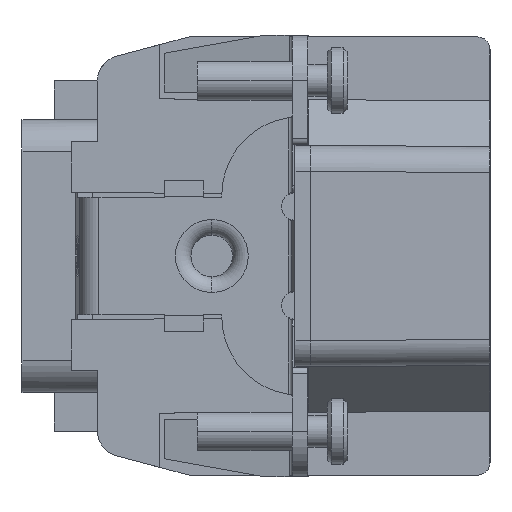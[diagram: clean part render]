
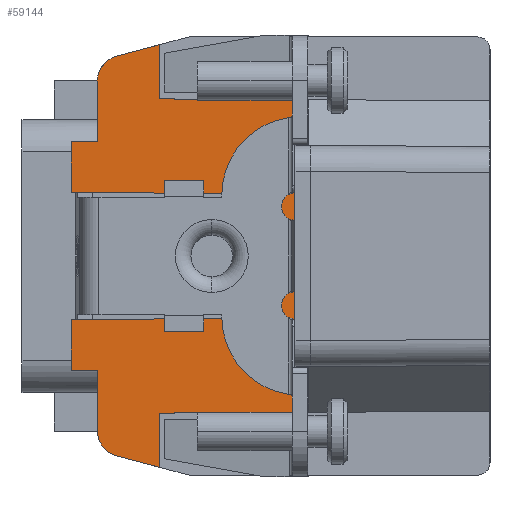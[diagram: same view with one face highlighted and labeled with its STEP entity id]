
A CAD part, left-side view. The second image highlights one B-rep face of the part: STEP entity #59144.
In plain terms, the highlighted planar face has unit normal (-1, 0.005, 0).
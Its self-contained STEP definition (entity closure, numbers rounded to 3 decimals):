
#3243=DIRECTION('',(-0.005,-1.,-0.003));
#3244=VECTOR('',#3243,1.3);
#3245=CARTESIAN_POINT('',(-45.2,14.,
-4.1));
#3246=LINE('',#3245,#3244);
#3353=DIRECTION('',(0.,0.,1.));
#3354=VECTOR('',#3353,7.923);
#3355=CARTESIAN_POINT('',(-45.2,14.,4.1));
#3356=LINE('',#3355,#3354);
#3463=DIRECTION('',(0.,0.,1.));
#3464=VECTOR('',#3463,3.368);
#3465=CARTESIAN_POINT('',(-45.174,19.,1.442));
#3466=LINE('',#3465,#3464);
#3467=DIRECTION('',(0.,0.,1.));
#3468=VECTOR('',#3467,3.92);
#3469=CARTESIAN_POINT('',(-45.105,32.2,4.88));
#3470=LINE('',#3469,#3468);
#3471=DIRECTION('',(-0.005,-1.,0.));
#3472=VECTOR('',#3471,2.);
#3473=CARTESIAN_POINT('',(-45.105,32.2,8.8));
#3474=LINE('',#3473,#3472);
#3475=DIRECTION('',(0.,0.,1.));
#3476=VECTOR('',#3475,4.636);
#3477=CARTESIAN_POINT('',(-45.115,30.2,8.8));
#3478=LINE('',#3477,#3476);
#3479=DIRECTION('',(-0.005,-0.966,0.259));
#3480=VECTOR('',#3479,3.435);
#3481=CARTESIAN_POINT('',(-45.123,28.718,15.368));
#3482=LINE('',#3481,#3480);
#3483=DIRECTION('',(-0.005,-1.,-0.005));
#3484=VECTOR('',#3483,11.4);
#3485=CARTESIAN_POINT('',(-45.14,25.4,12.083));
#3486=LINE('',#3485,#3484);
#3487=CARTESIAN_POINT('',(-45.2,14.,4.1));
#3488=CARTESIAN_POINT('',(-45.202,13.567,4.102));
#3489=CARTESIAN_POINT('',(-45.205,13.133,4.102));
#3490=CARTESIAN_POINT('',(-45.207,12.7,4.105));
#3492=DIRECTION('',(0.,0.,-1.));
#3493=VECTOR('',#3492,8.209);
#3494=CARTESIAN_POINT('',(-45.207,12.7,4.105));
#3495=LINE('',#3494,#3493);
#3496=DIRECTION('',(0.005,1.,-0.005));
#3497=VECTOR('',#3496,11.4);
#3498=CARTESIAN_POINT('',(-45.2,14.,
-12.023));
#3499=LINE('',#3498,#3497);
#3500=DIRECTION('',(0.005,0.966,0.259));
#3501=VECTOR('',#3500,3.435);
#3502=CARTESIAN_POINT('',(-45.14,25.4,-16.257));
#3503=LINE('',#3502,#3501);
#3504=DIRECTION('',(0.,0.,1.));
#3505=VECTOR('',#3504,4.636);
#3506=CARTESIAN_POINT('',(-45.115,30.2,-13.436));
#3507=LINE('',#3506,#3505);
#3508=DIRECTION('',(0.,0.,1.));
#3509=VECTOR('',#3508,3.92);
#3510=CARTESIAN_POINT('',(-45.105,32.2,-8.8));
#3511=LINE('',#3510,#3509);
#3512=DIRECTION('',(0.,0.,1.));
#3513=VECTOR('',#3512,3.368);
#3514=CARTESIAN_POINT('',(-45.174,19.,-4.81));
#3515=LINE('',#3514,#3513);
#3516=CARTESIAN_POINT('',(-45.174,19.,1.442));
#3517=CARTESIAN_POINT('',(-45.175,18.711,
0.961));
#3518=CARTESIAN_POINT('',(-45.176,18.489,0.));
#3519=CARTESIAN_POINT('',(-45.175,18.711,
-0.961));
#3520=CARTESIAN_POINT('',(-45.174,19.,-1.442));
#3686=DIRECTION('',(0.,0.,1.));
#3687=VECTOR('',#3686,7.923);
#3688=CARTESIAN_POINT('',(-45.2,14.,
-12.023));
#3689=LINE('',#3688,#3687);
#7104=DIRECTION('',(0.,0.,1.));
#7105=VECTOR('',#7104,4.174);
#7106=CARTESIAN_POINT('',(-45.14,25.4,12.083));
#7107=LINE('',#7106,#7105);
#7120=CARTESIAN_POINT('',(-45.123,28.718,15.368));
#7121=CARTESIAN_POINT('',(-45.12,29.212,15.236));
#7122=CARTESIAN_POINT('',(-45.117,29.868,14.716));
#7123=CARTESIAN_POINT('',(-45.115,30.2,13.948));
#7124=CARTESIAN_POINT('',(-45.115,30.2,13.436));
#23319=DIRECTION('',(-0.005,-1.,-0.005));
#23320=VECTOR('',#23319,13.2);
#23321=CARTESIAN_POINT('',(-45.105,32.2,4.88));
#23322=LINE('',#23321,#23320);
#23343=DIRECTION('',(0.005,1.,-0.005));
#23344=VECTOR('',#23343,13.2);
#23345=CARTESIAN_POINT('',(-45.174,19.,-4.81));
#23346=LINE('',#23345,#23344);
#23363=DIRECTION('',(-0.005,-1.,0.));
#23364=VECTOR('',#23363,2.);
#23365=CARTESIAN_POINT('',(-45.105,32.2,-8.8));
#23366=LINE('',#23365,#23364);
#23413=CARTESIAN_POINT('',(-45.115,30.2,-13.436));
#23414=CARTESIAN_POINT('',(-45.115,30.2,-13.948));
#23415=CARTESIAN_POINT('',(-45.117,29.868,
-14.716));
#23416=CARTESIAN_POINT('',(-45.12,29.212,
-15.236));
#23417=CARTESIAN_POINT('',(-45.123,28.718,
-15.368));
#26393=DIRECTION('',(0.,0.,1.));
#26394=VECTOR('',#26393,4.174);
#26395=CARTESIAN_POINT('',(-45.14,25.4,-16.257));
#26396=LINE('',#26395,#26394);
#44899=CARTESIAN_POINT('',(-45.207,12.7,-4.105));
#44900=VERTEX_POINT('',#44899);
#44901=CARTESIAN_POINT('',(-45.207,12.7,4.105));
#44902=VERTEX_POINT('',#44901);
#48789=CARTESIAN_POINT('',(-45.14,25.4,16.257));
#48791=VERTEX_POINT('',#48789);
#48792=CARTESIAN_POINT('',(-45.123,28.718,
15.368));
#48793=VERTEX_POINT('',#48792);
#48796=CARTESIAN_POINT('',(-45.14,25.4,12.083));
#48797=VERTEX_POINT('',#48796);
#48802=CARTESIAN_POINT('',(-45.14,25.4,-16.257));
#48803=VERTEX_POINT('',#48802);
#48804=CARTESIAN_POINT('',(-45.14,25.4,-12.083));
#48805=VERTEX_POINT('',#48804);
#48823=CARTESIAN_POINT('',(-45.123,28.718,
-15.368));
#48824=VERTEX_POINT('',#48823);
#48825=CARTESIAN_POINT('',(-45.115,30.2,8.8));
#48826=CARTESIAN_POINT('',(-45.115,30.2,13.436));
#48827=VERTEX_POINT('',#48825);
#48828=VERTEX_POINT('',#48826);
#48841=CARTESIAN_POINT('',(-45.115,30.2,-8.8));
#48842=VERTEX_POINT('',#48841);
#48843=CARTESIAN_POINT('',(-45.115,30.2,-13.436));
#48844=VERTEX_POINT('',#48843);
#48851=CARTESIAN_POINT('',(-45.105,32.2,4.88));
#48852=VERTEX_POINT('',#48851);
#48853=CARTESIAN_POINT('',(-45.174,19.,4.81));
#48854=VERTEX_POINT('',#48853);
#48857=CARTESIAN_POINT('',(-45.105,32.2,8.8));
#48858=VERTEX_POINT('',#48857);
#48859=VERTEX_POINT('',#3516);
#48860=VERTEX_POINT('',#3520);
#48861=CARTESIAN_POINT('',(-45.2,14.,
12.023));
#48862=VERTEX_POINT('',#48861);
#48863=CARTESIAN_POINT('',(-45.2,14.,
4.1));
#48864=VERTEX_POINT('',#48863);
#48865=CARTESIAN_POINT('',(-45.2,14.,
-4.1));
#48866=VERTEX_POINT('',#48865);
#48867=CARTESIAN_POINT('',(-45.2,14.,
-12.023));
#48868=VERTEX_POINT('',#48867);
#48869=CARTESIAN_POINT('',(-45.105,32.2,-8.8));
#48870=VERTEX_POINT('',#48869);
#48871=CARTESIAN_POINT('',(-45.105,32.2,-4.88));
#48872=VERTEX_POINT('',#48871);
#48873=CARTESIAN_POINT('',(-45.174,19.,-4.81));
#48874=VERTEX_POINT('',#48873);
#59092=CARTESIAN_POINT('',(-45.2,14.,17.459));
#59093=DIRECTION('',(-1.,0.005,0.));
#59094=DIRECTION('',(0.,0.,1.));
#59095=AXIS2_PLACEMENT_3D('',#59092,#59093,#59094);
#59096=PLANE('',#59095);
#59098=ORIENTED_EDGE('',*,*,#59097,.F.);
#59100=ORIENTED_EDGE('',*,*,#59099,.T.);
#59102=ORIENTED_EDGE('',*,*,#59101,.F.);
#59104=ORIENTED_EDGE('',*,*,#59103,.T.);
#59106=ORIENTED_EDGE('',*,*,#59105,.T.);
#59108=ORIENTED_EDGE('',*,*,#59107,.T.);
#59110=ORIENTED_EDGE('',*,*,#59109,.F.);
#59112=ORIENTED_EDGE('',*,*,#59111,.T.);
#59114=ORIENTED_EDGE('',*,*,#59113,.F.);
#59115=ORIENTED_EDGE('',*,*,#59082,.T.);
#59116=ORIENTED_EDGE('',*,*,#58993,.F.);
#59118=ORIENTED_EDGE('',*,*,#59117,.T.);
#59120=ORIENTED_EDGE('',*,*,#59119,.T.);
#59121=ORIENTED_EDGE('',*,*,#58865,.F.);
#59123=ORIENTED_EDGE('',*,*,#59122,.F.);
#59125=ORIENTED_EDGE('',*,*,#59124,.T.);
#59127=ORIENTED_EDGE('',*,*,#59126,.F.);
#59129=ORIENTED_EDGE('',*,*,#59128,.T.);
#59131=ORIENTED_EDGE('',*,*,#59130,.F.);
#59133=ORIENTED_EDGE('',*,*,#59132,.T.);
#59135=ORIENTED_EDGE('',*,*,#59134,.F.);
#59137=ORIENTED_EDGE('',*,*,#59136,.T.);
#59139=ORIENTED_EDGE('',*,*,#59138,.F.);
#59141=ORIENTED_EDGE('',*,*,#59140,.T.);
#59142=EDGE_LOOP('',(#59098,#59100,#59102,#59104,#59106,#59108,#59110,#59112,
#59114,#59115,#59116,#59118,#59120,#59121,#59123,#59125,#59127,#59129,#59131,
#59133,#59135,#59137,#59139,#59141));
#59143=FACE_OUTER_BOUND('',#59142,.F.);
#59144=ADVANCED_FACE('',(#59143),#59096,.T.);
#3491=B_SPLINE_CURVE_WITH_KNOTS('',3,(#3487,#3488,#3489,#3490),.UNSPECIFIED.,
.F.,.F.,(4,4),(0.,1.),.UNSPECIFIED.);
#3521=B_SPLINE_CURVE_WITH_KNOTS('',3,(#3516,#3517,#3518,#3519,#3520),
.UNSPECIFIED.,.F.,.F.,(4,1,4),(0.,0.5,1.),.UNSPECIFIED.);
#7125=B_SPLINE_CURVE_WITH_KNOTS('',3,(#7120,#7121,#7122,#7123,#7124),
.UNSPECIFIED.,.F.,.F.,(4,1,4),(0.,0.5,1.),.UNSPECIFIED.);
#23418=B_SPLINE_CURVE_WITH_KNOTS('',3,(#23413,#23414,#23415,#23416,#23417),
.UNSPECIFIED.,.F.,.F.,(4,1,4),(0.,0.5,1.),.UNSPECIFIED.);
#58865=EDGE_CURVE('',#48866,#44900,#3246,.T.);
#58993=EDGE_CURVE('',#48864,#48862,#3356,.T.);
#59082=EDGE_CURVE('',#48797,#48862,#3486,.T.);
#59097=EDGE_CURVE('',#48859,#48860,#3521,.T.);
#59099=EDGE_CURVE('',#48859,#48854,#3466,.T.);
#59101=EDGE_CURVE('',#48852,#48854,#23322,.T.);
#59103=EDGE_CURVE('',#48852,#48858,#3470,.T.);
#59105=EDGE_CURVE('',#48858,#48827,#3474,.T.);
#59107=EDGE_CURVE('',#48827,#48828,#3478,.T.);
#59109=EDGE_CURVE('',#48793,#48828,#7125,.T.);
#59111=EDGE_CURVE('',#48793,#48791,#3482,.T.);
#59113=EDGE_CURVE('',#48797,#48791,#7107,.T.);
#59117=EDGE_CURVE('',#48864,#44902,#3491,.T.);
#59119=EDGE_CURVE('',#44902,#44900,#3495,.T.);
#59122=EDGE_CURVE('',#48868,#48866,#3689,.T.);
#59124=EDGE_CURVE('',#48868,#48805,#3499,.T.);
#59126=EDGE_CURVE('',#48803,#48805,#26396,.T.);
#59128=EDGE_CURVE('',#48803,#48824,#3503,.T.);
#59130=EDGE_CURVE('',#48844,#48824,#23418,.T.);
#59132=EDGE_CURVE('',#48844,#48842,#3507,.T.);
#59134=EDGE_CURVE('',#48870,#48842,#23366,.T.);
#59136=EDGE_CURVE('',#48870,#48872,#3511,.T.);
#59138=EDGE_CURVE('',#48874,#48872,#23346,.T.);
#59140=EDGE_CURVE('',#48874,#48860,#3515,.T.);
